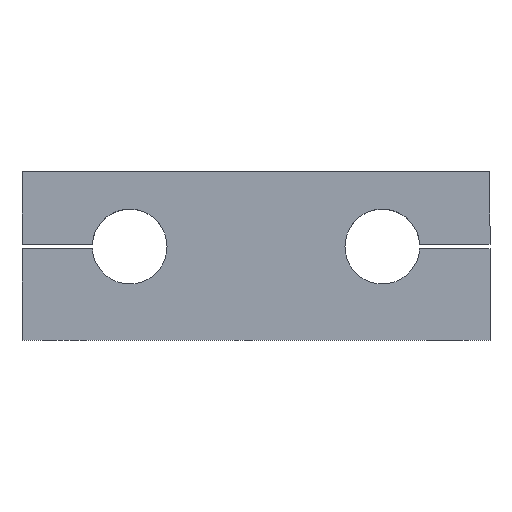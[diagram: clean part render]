
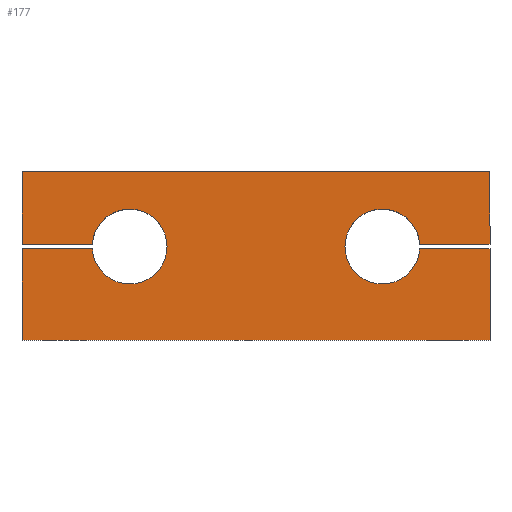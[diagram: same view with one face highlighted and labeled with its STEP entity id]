
A CAD part, top view. The second image highlights one B-rep face of the part: STEP entity #177.
In plain terms, the highlighted planar face has unit normal (0, 0, 1).
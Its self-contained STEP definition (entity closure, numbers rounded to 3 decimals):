
#3 = ORIENTED_EDGE ( 'NONE', *, *, #281, .F. ) ;
#6 = VECTOR ( 'NONE', #763, 1000. ) ;
#9 = CIRCLE ( 'NONE', #342, 8. ) ;
#12 = EDGE_CURVE ( 'NONE', #430, #747, #244, .T. ) ;
#20 = DIRECTION ( 'NONE',  ( 1., 0., 0. ) ) ;
#21 = EDGE_CURVE ( 'NONE', #410, #613, #709, .T. ) ;
#28 = DIRECTION ( 'NONE',  ( 0., -1., 0. ) ) ;
#55 = EDGE_CURVE ( 'NONE', #267, #410, #662, .T. ) ;
#60 = CARTESIAN_POINT ( 'NONE',  ( 27., 20., 9. ) ) ;
#76 = CARTESIAN_POINT ( 'NONE',  ( -50., 0., 9. ) ) ;
#77 = EDGE_CURVE ( 'NONE', #678, #196, #540, .T. ) ;
#84 = CARTESIAN_POINT ( 'NONE',  ( 50., 0., 9. ) ) ;
#91 = ORIENTED_EDGE ( 'NONE', *, *, #55, .T. ) ;
#98 = LINE ( 'NONE', #297, #801 ) ;
#99 = ORIENTED_EDGE ( 'NONE', *, *, #547, .T. ) ;
#108 = CARTESIAN_POINT ( 'NONE',  ( 50., 19.5, 9. ) ) ;
#120 = CARTESIAN_POINT ( 'NONE',  ( 50., 20.5, 9. ) ) ;
#137 = AXIS2_PLACEMENT_3D ( 'NONE', #60, #590, #144 ) ;
#144 = DIRECTION ( 'NONE',  ( -1., 0., 0. ) ) ;
#145 = ORIENTED_EDGE ( 'NONE', *, *, #518, .T. ) ;
#148 = CARTESIAN_POINT ( 'NONE',  ( 50., 0., 9. ) ) ;
#169 = EDGE_CURVE ( 'NONE', #613, #692, #714, .T. ) ;
#173 = CARTESIAN_POINT ( 'NONE',  ( -34.984, 20.5, 9. ) ) ;
#177 = ADVANCED_FACE ( 'NONE', ( #481 ), #477, .F. ) ;
#179 = VECTOR ( 'NONE', #28, 1000. ) ;
#181 = EDGE_CURVE ( 'NONE', #196, #479, #598, .T. ) ;
#183 = CARTESIAN_POINT ( 'NONE',  ( -50., 0., 9. ) ) ;
#196 = VERTEX_POINT ( 'NONE', #84 ) ;
#202 = DIRECTION ( 'NONE',  ( -1., 0., 0. ) ) ;
#217 = CARTESIAN_POINT ( 'NONE',  ( 34.984, 20.5, 9. ) ) ;
#219 = CARTESIAN_POINT ( 'NONE',  ( 50., 0., 9. ) ) ;
#229 = DIRECTION ( 'NONE',  ( 0., 0., -1. ) ) ;
#231 = ORIENTED_EDGE ( 'NONE', *, *, #169, .T. ) ;
#237 = DIRECTION ( 'NONE',  ( -1., 0., 0. ) ) ;
#242 = EDGE_CURVE ( 'NONE', #588, #470, #817, .T. ) ;
#243 = EDGE_CURVE ( 'NONE', #692, #588, #700, .T. ) ;
#244 = LINE ( 'NONE', #505, #726 ) ;
#264 = VERTEX_POINT ( 'NONE', #173 ) ;
#267 = VERTEX_POINT ( 'NONE', #638 ) ;
#281 = EDGE_CURVE ( 'NONE', #747, #264, #9, .T. ) ;
#289 = VECTOR ( 'NONE', #418, 1000. ) ;
#297 = CARTESIAN_POINT ( 'NONE',  ( -50., 0., 9. ) ) ;
#299 = DIRECTION ( 'NONE',  ( 1., 0., 0. ) ) ;
#301 = ORIENTED_EDGE ( 'NONE', *, *, #77, .T. ) ;
#302 = AXIS2_PLACEMENT_3D ( 'NONE', #429, #229, #347 ) ;
#311 = CARTESIAN_POINT ( 'NONE',  ( 50., 20.5, 9. ) ) ;
#313 = DIRECTION ( 'NONE',  ( 1., 0., 0. ) ) ;
#333 = CARTESIAN_POINT ( 'NONE',  ( -50., 20.5, 9. ) ) ;
#334 = ORIENTED_EDGE ( 'NONE', *, *, #242, .T. ) ;
#342 = AXIS2_PLACEMENT_3D ( 'NONE', #576, #432, #299 ) ;
#347 = DIRECTION ( 'NONE',  ( -1., 0., 0. ) ) ;
#356 = CARTESIAN_POINT ( 'NONE',  ( -34.984, 19.5, 9. ) ) ;
#359 = VECTOR ( 'NONE', #20, 1000. ) ;
#369 = CARTESIAN_POINT ( 'NONE',  ( -50., 36., 9. ) ) ;
#383 = CARTESIAN_POINT ( 'NONE',  ( -50., 36., 9. ) ) ;
#402 = ORIENTED_EDGE ( 'NONE', *, *, #12, .F. ) ;
#410 = VERTEX_POINT ( 'NONE', #217 ) ;
#418 = DIRECTION ( 'NONE',  ( 0., 1., 0. ) ) ;
#425 = DIRECTION ( 'NONE',  ( -1., 0., 0. ) ) ;
#426 = ORIENTED_EDGE ( 'NONE', *, *, #243, .T. ) ;
#429 = CARTESIAN_POINT ( 'NONE',  ( 0., 0., 9. ) ) ;
#430 = VERTEX_POINT ( 'NONE', #685 ) ;
#432 = DIRECTION ( 'NONE',  ( 0., 0., 1. ) ) ;
#470 = VERTEX_POINT ( 'NONE', #554 ) ;
#477 = PLANE ( 'NONE',  #302 ) ;
#479 = VERTEX_POINT ( 'NONE', #108 ) ;
#481 = FACE_OUTER_BOUND ( 'NONE', #796, .T. ) ;
#482 = LINE ( 'NONE', #333, #677 ) ;
#492 = VECTOR ( 'NONE', #739, 1000. ) ;
#493 = VECTOR ( 'NONE', #425, 1000. ) ;
#505 = CARTESIAN_POINT ( 'NONE',  ( -50., 19.5, 9. ) ) ;
#518 = EDGE_CURVE ( 'NONE', #479, #267, #565, .T. ) ;
#521 = VECTOR ( 'NONE', #237, 1000. ) ;
#540 = LINE ( 'NONE', #674, #359 ) ;
#547 = EDGE_CURVE ( 'NONE', #430, #678, #98, .T. ) ;
#554 = CARTESIAN_POINT ( 'NONE',  ( -50., 20.5, 9. ) ) ;
#557 = DIRECTION ( 'NONE',  ( 0., -1., 0. ) ) ;
#565 = LINE ( 'NONE', #816, #493 ) ;
#576 = CARTESIAN_POINT ( 'NONE',  ( -27., 20., 9. ) ) ;
#588 = VERTEX_POINT ( 'NONE', #383 ) ;
#590 = DIRECTION ( 'NONE',  ( 0., 0., -1. ) ) ;
#591 = ORIENTED_EDGE ( 'NONE', *, *, #181, .T. ) ;
#598 = LINE ( 'NONE', #219, #492 ) ;
#599 = CARTESIAN_POINT ( 'NONE',  ( 50., 36., 9. ) ) ;
#613 = VERTEX_POINT ( 'NONE', #311 ) ;
#638 = CARTESIAN_POINT ( 'NONE',  ( 34.984, 19.5, 9. ) ) ;
#644 = ORIENTED_EDGE ( 'NONE', *, *, #21, .T. ) ;
#652 = EDGE_CURVE ( 'NONE', #264, #470, #482, .T. ) ;
#662 = CIRCLE ( 'NONE', #137, 8. ) ;
#674 = CARTESIAN_POINT ( 'NONE',  ( -50., 0., 9. ) ) ;
#677 = VECTOR ( 'NONE', #202, 1000. ) ;
#678 = VERTEX_POINT ( 'NONE', #76 ) ;
#685 = CARTESIAN_POINT ( 'NONE',  ( -50., 19.5, 9. ) ) ;
#688 = ORIENTED_EDGE ( 'NONE', *, *, #652, .F. ) ;
#692 = VERTEX_POINT ( 'NONE', #599 ) ;
#700 = LINE ( 'NONE', #369, #521 ) ;
#709 = LINE ( 'NONE', #120, #6 ) ;
#714 = LINE ( 'NONE', #148, #289 ) ;
#726 = VECTOR ( 'NONE', #313, 1000. ) ;
#739 = DIRECTION ( 'NONE',  ( 0., 1., 0. ) ) ;
#747 = VERTEX_POINT ( 'NONE', #356 ) ;
#763 = DIRECTION ( 'NONE',  ( 1., 0., 0. ) ) ;
#796 = EDGE_LOOP ( 'NONE', ( #145, #91, #644, #231, #426, #334, #688, #3, #402, #99, #301, #591 ) ) ;
#801 = VECTOR ( 'NONE', #557, 1000. ) ;
#816 = CARTESIAN_POINT ( 'NONE',  ( 50., 19.5, 9. ) ) ;
#817 = LINE ( 'NONE', #183, #179 ) ;
